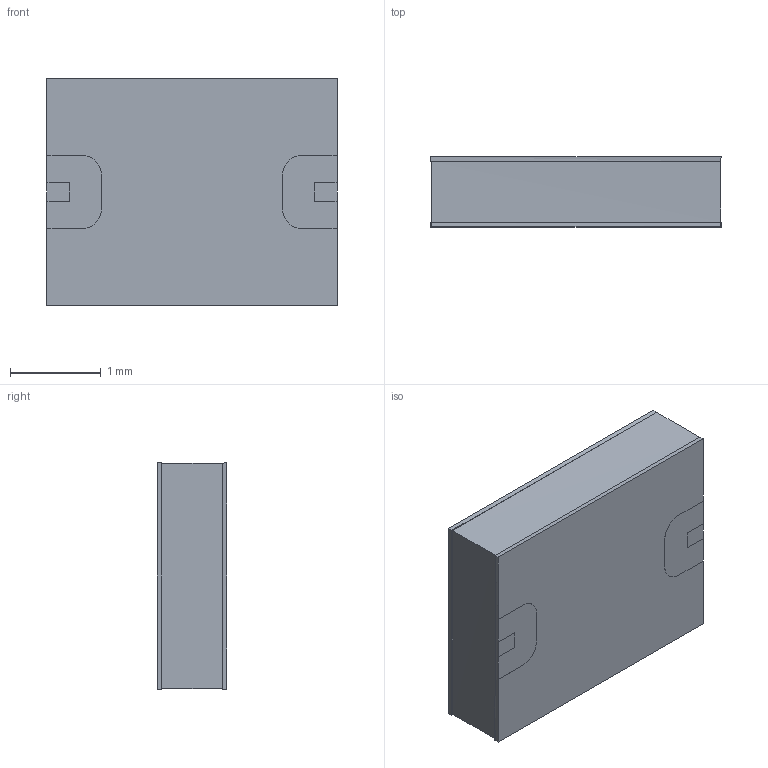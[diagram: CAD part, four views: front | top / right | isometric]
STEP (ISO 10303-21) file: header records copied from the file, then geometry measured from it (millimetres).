
FILE_DESCRIPTION (( 'STEP AP214' ), '1' );
FILE_NAME ('JV1210C-13_STEP.STEP', '2024-12-06T09:19:23', ( '' ), ( '' ), 'SwSTEP 2.0', 'SolidWorks 2023', '' );
FILE_SCHEMA (( 'AUTOMOTIVE_DESIGN' ));
Length unit declared in the file: millimetre
Products named in the file (1): JV1210C-13_STEP
Bounding box: 3.2 x 0.77 x 2.5 mm (x, y, z)
Volume: 6.1 mm3; surface area: 24.9 mm2
Topology: 1 solids, 1 shells, 418 faces, 1219 edges, 834 vertices
Faces by surface type: plane 357, bspline 57, cylinder 4
Entity records: 16442 total; most frequent: CARTESIAN_POINT 5671, ORIENTED_EDGE 2438, DIRECTION 1835, EDGE_CURVE 1219, LINE 1095, VECTOR 1095, VERTEX_POINT 834, EDGE_LOOP 449
